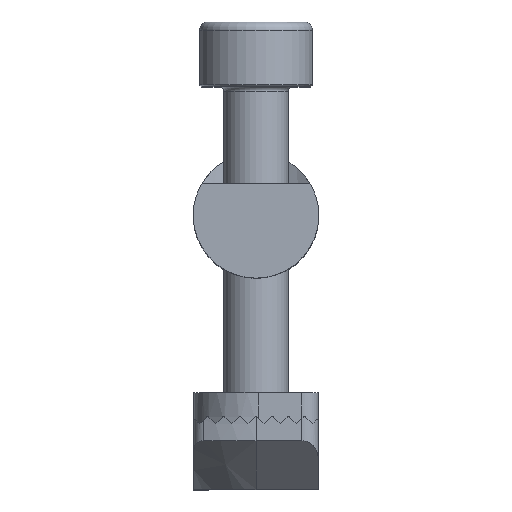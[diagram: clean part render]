
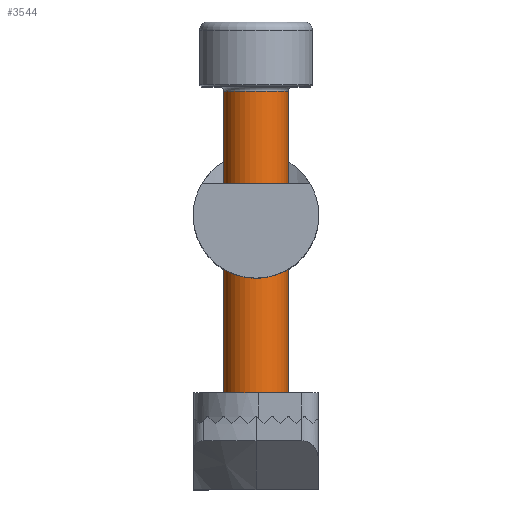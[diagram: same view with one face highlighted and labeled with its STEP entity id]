
A CAD part, top view. The second image highlights one B-rep face of the part: STEP entity #3544.
In plain terms, the highlighted cylindrical face has radius 2 mm (diameter 4 mm), a partial arc.
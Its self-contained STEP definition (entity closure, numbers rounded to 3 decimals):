
#35 = CARTESIAN_POINT ( 'NONE',  ( 2., 0., -28.6 ) ) ;
#222 = DIRECTION ( 'NONE',  ( 0., 0., 1. ) ) ;
#246 = EDGE_CURVE ( 'NONE', #1686, #1246, #2832, .T. ) ;
#273 = AXIS2_PLACEMENT_3D ( 'NONE', #1762, #4046, #2101 ) ;
#606 = VECTOR ( 'NONE', #2486, 1000. ) ;
#671 = CARTESIAN_POINT ( 'NONE',  ( 0., 0., -28.6 ) ) ;
#729 = EDGE_CURVE ( 'NONE', #4104, #2428, #3316, .T. ) ;
#811 = DIRECTION ( 'NONE',  ( 1., 0., 0. ) ) ;
#1002 = ORIENTED_EDGE ( 'NONE', *, *, #1490, .F. ) ;
#1008 = DIRECTION ( 'NONE',  ( -1., 0., 0. ) ) ;
#1146 = CARTESIAN_POINT ( 'NONE',  ( -2., 0., -29. ) ) ;
#1246 = VERTEX_POINT ( 'NONE', #35 ) ;
#1363 = CYLINDRICAL_SURFACE ( 'NONE', #3389, 2. ) ;
#1490 = EDGE_CURVE ( 'NONE', #1686, #2428, #2383, .T. ) ;
#1568 = EDGE_CURVE ( 'NONE', #1246, #4104, #3815, .T. ) ;
#1686 = VERTEX_POINT ( 'NONE', #4181 ) ;
#1762 = CARTESIAN_POINT ( 'NONE',  ( 0., 0., -4.3 ) ) ;
#1789 = EDGE_LOOP ( 'NONE', ( #1002, #1996, #2978, #3941 ) ) ;
#1996 = ORIENTED_EDGE ( 'NONE', *, *, #246, .T. ) ;
#2101 = DIRECTION ( 'NONE',  ( 1., 0., 0. ) ) ;
#2251 = CARTESIAN_POINT ( 'NONE',  ( 2., 0., -4.3 ) ) ;
#2383 = LINE ( 'NONE', #1146, #606 ) ;
#2428 = VERTEX_POINT ( 'NONE', #2714 ) ;
#2486 = DIRECTION ( 'NONE',  ( 0., 0., 1. ) ) ;
#2714 = CARTESIAN_POINT ( 'NONE',  ( -2., 0., -4.3 ) ) ;
#2795 = CARTESIAN_POINT ( 'NONE',  ( 0., 0., -29. ) ) ;
#2832 = CIRCLE ( 'NONE', #4060, 2. ) ;
#2948 = VECTOR ( 'NONE', #222, 1000. ) ;
#2978 = ORIENTED_EDGE ( 'NONE', *, *, #1568, .T. ) ;
#2997 = DIRECTION ( 'NONE',  ( 0., 0., 1. ) ) ;
#3128 = DIRECTION ( 'NONE',  ( 0., 0., 1. ) ) ;
#3181 = CARTESIAN_POINT ( 'NONE',  ( 2., 0., -29. ) ) ;
#3316 = CIRCLE ( 'NONE', #273, 2. ) ;
#3389 = AXIS2_PLACEMENT_3D ( 'NONE', #2795, #3128, #811 ) ;
#3544 = ADVANCED_FACE ( 'NONE', ( #3972 ), #1363, .T. ) ;
#3815 = LINE ( 'NONE', #3181, #2948 ) ;
#3941 = ORIENTED_EDGE ( 'NONE', *, *, #729, .T. ) ;
#3972 = FACE_OUTER_BOUND ( 'NONE', #1789, .T. ) ;
#4046 = DIRECTION ( 'NONE',  ( 0., 0., -1. ) ) ;
#4060 = AXIS2_PLACEMENT_3D ( 'NONE', #671, #2997, #1008 ) ;
#4104 = VERTEX_POINT ( 'NONE', #2251 ) ;
#4181 = CARTESIAN_POINT ( 'NONE',  ( -2., 0., -28.6 ) ) ;
